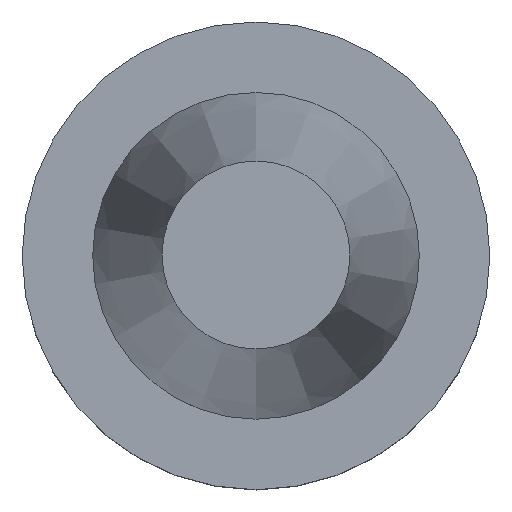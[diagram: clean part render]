
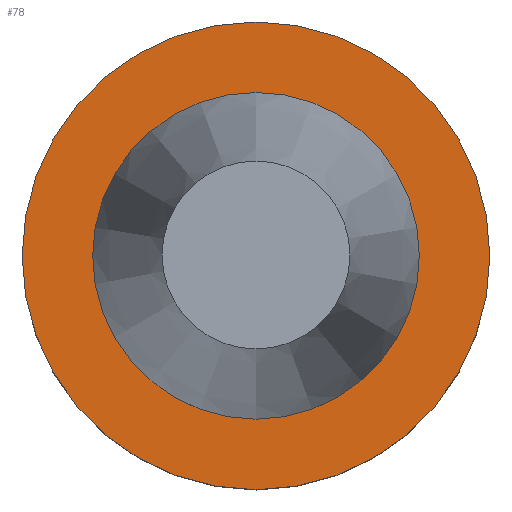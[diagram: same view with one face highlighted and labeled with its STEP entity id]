
A CAD part, top view. The second image highlights one B-rep face of the part: STEP entity #78.
In plain terms, the highlighted planar face has unit normal (0, 0, 1).
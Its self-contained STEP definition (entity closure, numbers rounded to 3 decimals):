
#78=ADVANCED_FACE('',(#100,#101),#102,.T.);
#100=FACE_OUTER_BOUND('',#146,.T.);
#101=FACE_BOUND('',#147,.T.);
#102=PLANE('',#148);
#146=EDGE_LOOP('',(#198));
#147=EDGE_LOOP('',(#199));
#148=AXIS2_PLACEMENT_3D('',#200,#201,#202);
#198=ORIENTED_EDGE('',*,*,#265,.F.);
#199=ORIENTED_EDGE('',*,*,#264,.T.);
#200=CARTESIAN_POINT('',(0.,42.463,-3.));
#201=DIRECTION('',(0.,0.,1.0));
#202=DIRECTION('',(0.,-1.0,0.));
#264=EDGE_CURVE('',#281,#281,#282,.T.);
#265=EDGE_CURVE('',#283,#283,#284,.T.);
#281=VERTEX_POINT('',#311);
#282=CIRCLE('',#312,34.925);
#283=VERTEX_POINT('',#313);
#284=CIRCLE('',#314,50.0);
#311=CARTESIAN_POINT('',(0.,34.925,-3.0));
#312=AXIS2_PLACEMENT_3D('',#343,#344,#345);
#313=CARTESIAN_POINT('',(0.,50.0,-3.));
#314=AXIS2_PLACEMENT_3D('',#346,#347,#348);
#343=CARTESIAN_POINT('',(0.,0.,-3.0));
#344=DIRECTION('',(0.,0.,-1.0));
#345=DIRECTION('',(0.,1.0,0.));
#346=CARTESIAN_POINT('',(0.,0.,-3.0));
#347=DIRECTION('',(0.,0.,-1.0));
#348=DIRECTION('',(0.,1.0,0.));
